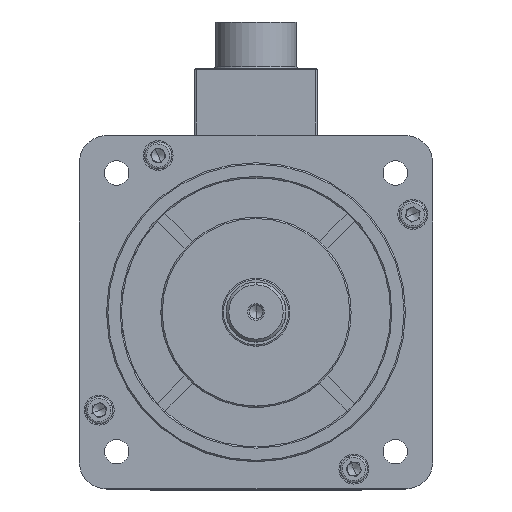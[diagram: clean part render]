
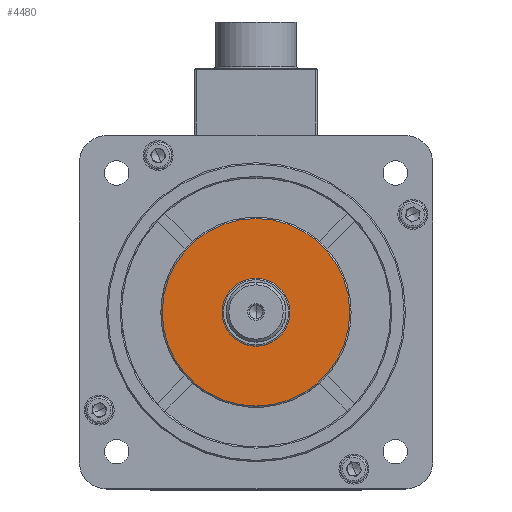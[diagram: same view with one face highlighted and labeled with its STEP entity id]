
A CAD part, top view. The second image highlights one B-rep face of the part: STEP entity #4480.
In plain terms, the highlighted planar face has unit normal (0, 0, 1).
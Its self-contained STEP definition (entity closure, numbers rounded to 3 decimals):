
#309 = DIRECTION ( 'NONE',  ( 0., 0., 1. ) ) ;
#2194 = CIRCLE ( 'NONE', #24631, 34.5 ) ;
#4044 = CARTESIAN_POINT ( 'NONE',  ( 0., 0., 19. ) ) ;
#4480 = ADVANCED_FACE ( 'NONE', ( #22567 ), #26200, .T. ) ;
#4524 = CARTESIAN_POINT ( 'NONE',  ( 0., 0., 19. ) ) ;
#7741 = DIRECTION ( 'NONE',  ( 1., 0., 0. ) ) ;
#7883 = EDGE_CURVE ( 'NONE', #34283, #40879, #10188, .T. ) ;
#9008 = CARTESIAN_POINT ( 'NONE',  ( 34.5, 0., 19. ) ) ;
#10188 = CIRCLE ( 'NONE', #16964, 34.5 ) ;
#14338 = DIRECTION ( 'NONE',  ( 0., 0., 1. ) ) ;
#16964 = AXIS2_PLACEMENT_3D ( 'NONE', #20693, #14338, #7741 ) ;
#17233 = DIRECTION ( 'NONE',  ( 1., 0., 0. ) ) ;
#17643 = DIRECTION ( 'NONE',  ( 0., 0., 1. ) ) ;
#18028 = ORIENTED_EDGE ( 'NONE', *, *, #19071, .T. ) ;
#19071 = EDGE_CURVE ( 'NONE', #40879, #34283, #2194, .T. ) ;
#20693 = CARTESIAN_POINT ( 'NONE',  ( 0., 0., 19. ) ) ;
#22567 = FACE_OUTER_BOUND ( 'NONE', #37225, .T. ) ;
#23297 = CARTESIAN_POINT ( 'NONE',  ( -34.5, 0., 19. ) ) ;
#24631 = AXIS2_PLACEMENT_3D ( 'NONE', #4524, #309, #29869 ) ;
#26200 = PLANE ( 'NONE',  #26707 ) ;
#26707 = AXIS2_PLACEMENT_3D ( 'NONE', #4044, #17643, #17233 ) ;
#29869 = DIRECTION ( 'NONE',  ( 1., 0., 0. ) ) ;
#30368 = ORIENTED_EDGE ( 'NONE', *, *, #7883, .T. ) ;
#34283 = VERTEX_POINT ( 'NONE', #23297 ) ;
#37225 = EDGE_LOOP ( 'NONE', ( #30368, #18028 ) ) ;
#40879 = VERTEX_POINT ( 'NONE', #9008 ) ;
